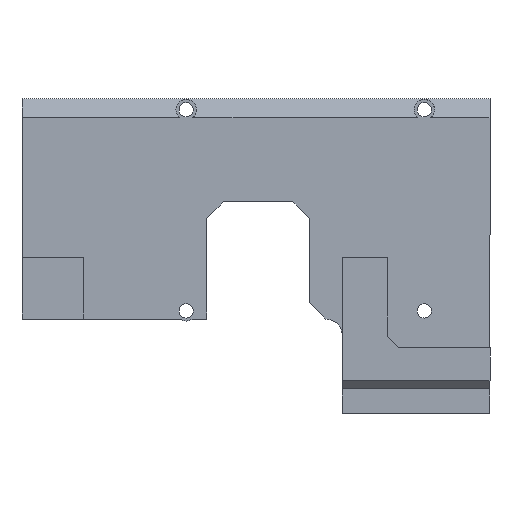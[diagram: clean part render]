
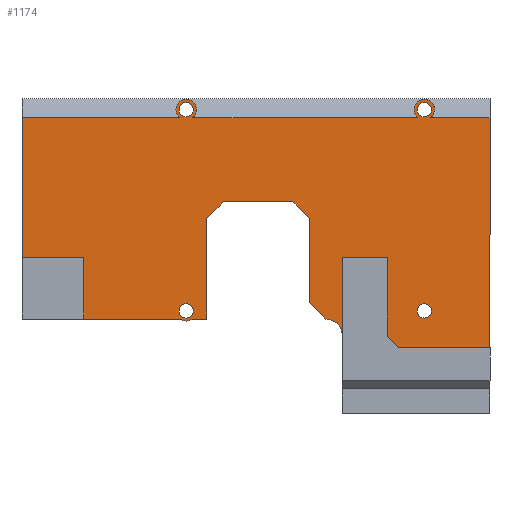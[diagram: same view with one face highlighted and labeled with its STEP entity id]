
A CAD part, front view. The second image highlights one B-rep face of the part: STEP entity #1174.
In plain terms, the highlighted planar face has unit normal (0, -1, 0).
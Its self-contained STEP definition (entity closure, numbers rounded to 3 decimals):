
#36=FACE_BOUND('',#151,.T.);
#37=FACE_BOUND('',#152,.T.);
#38=FACE_BOUND('',#153,.T.);
#39=FACE_BOUND('',#154,.T.);
#51=CIRCLE('',#1261,2.5);
#52=CIRCLE('',#1262,2.5);
#53=CIRCLE('',#1263,2.5);
#54=CIRCLE('',#1264,4.);
#55=CIRCLE('',#1265,1.75);
#56=CIRCLE('',#1266,1.75);
#57=CIRCLE('',#1267,1.75);
#58=CIRCLE('',#1268,1.75);
#87=FACE_OUTER_BOUND('',#150,.T.);
#150=EDGE_LOOP('',(#793,#794,#795,#796,#797,#798,#799,#800,#801,#802,#803,
#804,#805,#806,#807,#808,#809,#810,#811,#812,#813));
#151=EDGE_LOOP('',(#814));
#152=EDGE_LOOP('',(#815));
#153=EDGE_LOOP('',(#816));
#154=EDGE_LOOP('',(#817));
#235=LINE('',#1719,#370);
#236=LINE('',#1721,#371);
#237=LINE('',#1725,#372);
#238=LINE('',#1729,#373);
#239=LINE('',#1731,#374);
#240=LINE('',#1733,#375);
#241=LINE('',#1735,#376);
#242=LINE('',#1737,#377);
#243=LINE('',#1741,#378);
#244=LINE('',#1743,#379);
#245=LINE('',#1745,#380);
#246=LINE('',#1747,#381);
#247=LINE('',#1749,#382);
#248=LINE('',#1751,#383);
#249=LINE('',#1753,#384);
#250=LINE('',#1757,#385);
#251=LINE('',#1758,#386);
#370=VECTOR('',#1377,10.);
#371=VECTOR('',#1378,10.);
#372=VECTOR('',#1381,10.);
#373=VECTOR('',#1384,10.);
#374=VECTOR('',#1385,10.);
#375=VECTOR('',#1386,10.);
#376=VECTOR('',#1387,10.);
#377=VECTOR('',#1388,10.);
#378=VECTOR('',#1391,10.);
#379=VECTOR('',#1392,10.);
#380=VECTOR('',#1393,10.);
#381=VECTOR('',#1394,10.);
#382=VECTOR('',#1395,10.);
#383=VECTOR('',#1396,10.);
#384=VECTOR('',#1397,10.);
#385=VECTOR('',#1400,10.);
#386=VECTOR('',#1401,10.);
#503=VERTEX_POINT('',#1717);
#504=VERTEX_POINT('',#1718);
#505=VERTEX_POINT('',#1720);
#506=VERTEX_POINT('',#1722);
#507=VERTEX_POINT('',#1724);
#508=VERTEX_POINT('',#1726);
#509=VERTEX_POINT('',#1728);
#510=VERTEX_POINT('',#1730);
#511=VERTEX_POINT('',#1732);
#512=VERTEX_POINT('',#1734);
#513=VERTEX_POINT('',#1736);
#514=VERTEX_POINT('',#1738);
#515=VERTEX_POINT('',#1740);
#516=VERTEX_POINT('',#1742);
#517=VERTEX_POINT('',#1744);
#518=VERTEX_POINT('',#1746);
#519=VERTEX_POINT('',#1748);
#520=VERTEX_POINT('',#1750);
#521=VERTEX_POINT('',#1752);
#522=VERTEX_POINT('',#1754);
#523=VERTEX_POINT('',#1756);
#524=VERTEX_POINT('',#1759);
#525=VERTEX_POINT('',#1761);
#526=VERTEX_POINT('',#1763);
#527=VERTEX_POINT('',#1765);
#619=EDGE_CURVE('',#503,#504,#235,.T.);
#620=EDGE_CURVE('',#504,#505,#236,.T.);
#621=EDGE_CURVE('',#505,#506,#51,.T.);
#622=EDGE_CURVE('',#506,#507,#237,.T.);
#623=EDGE_CURVE('',#507,#508,#52,.T.);
#624=EDGE_CURVE('',#508,#509,#238,.T.);
#625=EDGE_CURVE('',#509,#510,#239,.T.);
#626=EDGE_CURVE('',#511,#510,#240,.T.);
#627=EDGE_CURVE('',#511,#512,#241,.T.);
#628=EDGE_CURVE('',#512,#513,#242,.T.);
#629=EDGE_CURVE('',#513,#514,#53,.T.);
#630=EDGE_CURVE('',#514,#515,#243,.T.);
#631=EDGE_CURVE('',#515,#516,#244,.T.);
#632=EDGE_CURVE('',#517,#516,#245,.T.);
#633=EDGE_CURVE('',#517,#518,#246,.T.);
#634=EDGE_CURVE('',#519,#518,#247,.T.);
#635=EDGE_CURVE('',#519,#520,#248,.T.);
#636=EDGE_CURVE('',#521,#520,#249,.T.);
#637=EDGE_CURVE('',#522,#521,#54,.T.);
#638=EDGE_CURVE('',#522,#523,#250,.T.);
#639=EDGE_CURVE('',#503,#523,#251,.T.);
#640=EDGE_CURVE('',#524,#524,#55,.T.);
#641=EDGE_CURVE('',#525,#525,#56,.T.);
#642=EDGE_CURVE('',#526,#526,#57,.T.);
#643=EDGE_CURVE('',#527,#527,#58,.T.);
#793=ORIENTED_EDGE('',*,*,#619,.T.);
#794=ORIENTED_EDGE('',*,*,#620,.T.);
#795=ORIENTED_EDGE('',*,*,#621,.T.);
#796=ORIENTED_EDGE('',*,*,#622,.T.);
#797=ORIENTED_EDGE('',*,*,#623,.T.);
#798=ORIENTED_EDGE('',*,*,#624,.T.);
#799=ORIENTED_EDGE('',*,*,#625,.T.);
#800=ORIENTED_EDGE('',*,*,#626,.F.);
#801=ORIENTED_EDGE('',*,*,#627,.T.);
#802=ORIENTED_EDGE('',*,*,#628,.T.);
#803=ORIENTED_EDGE('',*,*,#629,.T.);
#804=ORIENTED_EDGE('',*,*,#630,.T.);
#805=ORIENTED_EDGE('',*,*,#631,.T.);
#806=ORIENTED_EDGE('',*,*,#632,.F.);
#807=ORIENTED_EDGE('',*,*,#633,.T.);
#808=ORIENTED_EDGE('',*,*,#634,.F.);
#809=ORIENTED_EDGE('',*,*,#635,.T.);
#810=ORIENTED_EDGE('',*,*,#636,.F.);
#811=ORIENTED_EDGE('',*,*,#637,.F.);
#812=ORIENTED_EDGE('',*,*,#638,.T.);
#813=ORIENTED_EDGE('',*,*,#639,.F.);
#814=ORIENTED_EDGE('',*,*,#640,.T.);
#815=ORIENTED_EDGE('',*,*,#641,.T.);
#816=ORIENTED_EDGE('',*,*,#642,.T.);
#817=ORIENTED_EDGE('',*,*,#643,.T.);
#1128=PLANE('',#1260);
#1174=ADVANCED_FACE('',(#87,#36,#37,#38,#39),#1128,.T.);
#1260=AXIS2_PLACEMENT_3D('',#1716,#1375,#1376);
#1261=AXIS2_PLACEMENT_3D('',#1723,#1379,#1380);
#1262=AXIS2_PLACEMENT_3D('',#1727,#1382,#1383);
#1263=AXIS2_PLACEMENT_3D('',#1739,#1389,#1390);
#1264=AXIS2_PLACEMENT_3D('',#1755,#1398,#1399);
#1265=AXIS2_PLACEMENT_3D('',#1760,#1402,#1403);
#1266=AXIS2_PLACEMENT_3D('',#1762,#1404,#1405);
#1267=AXIS2_PLACEMENT_3D('',#1764,#1406,#1407);
#1268=AXIS2_PLACEMENT_3D('',#1766,#1408,#1409);
#1375=DIRECTION('center_axis',(0.,-1.,0.));
#1376=DIRECTION('ref_axis',(0.,0.,-1.));
#1377=DIRECTION('',(0.,0.,1.));
#1378=DIRECTION('',(-1.,0.,0.));
#1379=DIRECTION('center_axis',(0.,-1.,0.));
#1380=DIRECTION('ref_axis',(1.,0.,0.));
#1381=DIRECTION('',(-1.,0.,0.));
#1382=DIRECTION('center_axis',(0.,-1.,0.));
#1383=DIRECTION('ref_axis',(1.,0.,0.));
#1384=DIRECTION('',(-1.,0.,0.));
#1385=DIRECTION('',(0.,0.,-1.));
#1386=DIRECTION('',(-1.,0.,0.));
#1387=DIRECTION('',(0.,0.,-1.));
#1388=DIRECTION('',(1.,0.,0.));
#1389=DIRECTION('center_axis',(0.,-1.,0.));
#1390=DIRECTION('ref_axis',(1.,0.,0.));
#1391=DIRECTION('',(1.,0.,0.));
#1392=DIRECTION('',(0.,0.,1.));
#1393=DIRECTION('',(-0.707,0.,-0.707));
#1394=DIRECTION('',(1.,0.,0.));
#1395=DIRECTION('',(-0.707,0.,0.707));
#1396=DIRECTION('',(0.,0.,-1.));
#1397=DIRECTION('',(-0.707,0.,0.707));
#1398=DIRECTION('center_axis',(0.,-1.,0.));
#1399=DIRECTION('ref_axis',(0.707,0.,0.707));
#1400=DIRECTION('',(0.,0.,-1.));
#1401=DIRECTION('',(-1.,0.,0.));
#1402=DIRECTION('center_axis',(0.,1.,0.));
#1403=DIRECTION('ref_axis',(1.,0.,0.));
#1404=DIRECTION('center_axis',(0.,1.,0.));
#1405=DIRECTION('ref_axis',(1.,0.,0.));
#1406=DIRECTION('center_axis',(0.,1.,0.));
#1407=DIRECTION('ref_axis',(1.,0.,0.));
#1408=DIRECTION('center_axis',(0.,1.,0.));
#1409=DIRECTION('ref_axis',(1.,0.,0.));
#1716=CARTESIAN_POINT('Origin',(-26.,-32.,14.5));
#1717=CARTESIAN_POINT('',(-8.,-32.,15.));
#1718=CARTESIAN_POINT('',(-8.,-32.,72.095));
#1719=CARTESIAN_POINT('',(-8.,-32.,83.));
#1720=CARTESIAN_POINT('',(-22.381,-32.,72.095));
#1721=CARTESIAN_POINT('',(-74.,-32.,72.095));
#1722=CARTESIAN_POINT('',(-25.619,-32.,72.095));
#1723=CARTESIAN_POINT('Origin',(-24.,-32.,74.));
#1724=CARTESIAN_POINT('',(-80.381,-32.,72.095));
#1725=CARTESIAN_POINT('',(-74.,-32.,72.095));
#1726=CARTESIAN_POINT('',(-83.619,-32.,72.095));
#1727=CARTESIAN_POINT('Origin',(-82.,-32.,74.));
#1728=CARTESIAN_POINT('',(-122.,-32.,72.095));
#1729=CARTESIAN_POINT('',(-74.,-32.,72.095));
#1730=CARTESIAN_POINT('',(-122.,-32.,28.));
#1731=CARTESIAN_POINT('',(-122.,-32.,-102.35));
#1732=CARTESIAN_POINT('',(-107.,-32.,28.));
#1733=CARTESIAN_POINT('',(-74.,-32.,28.));
#1734=CARTESIAN_POINT('',(-107.,-32.,23.));
#1735=CARTESIAN_POINT('',(-107.,-32.,22.5));
#1736=CARTESIAN_POINT('',(-83.5,-32.,23.));
#1737=CARTESIAN_POINT('',(-44.,-32.,23.));
#1738=CARTESIAN_POINT('',(-80.5,-32.,23.));
#1739=CARTESIAN_POINT('Origin',(-82.,-32.,25.));
#1740=CARTESIAN_POINT('',(-77.,-32.,23.));
#1741=CARTESIAN_POINT('',(-44.,-32.,23.));
#1742=CARTESIAN_POINT('',(-77.,-32.,47.529));
#1743=CARTESIAN_POINT('',(-77.,-32.,33.014));
#1744=CARTESIAN_POINT('',(-73.,-32.,51.529));
#1745=CARTESIAN_POINT('',(-71.507,-32.,53.021));
#1746=CARTESIAN_POINT('',(-56.,-32.,51.529));
#1747=CARTESIAN_POINT('',(-39.,-32.,51.529));
#1748=CARTESIAN_POINT('',(-52.,-32.,47.529));
#1749=CARTESIAN_POINT('',(-38.243,-32.,33.771));
#1750=CARTESIAN_POINT('',(-52.,-32.,27.));
#1751=CARTESIAN_POINT('',(-52.,-32.,18.75));
#1752=CARTESIAN_POINT('',(-48.,-32.,23.));
#1753=CARTESIAN_POINT('',(-41.375,-32.,16.375));
#1754=CARTESIAN_POINT('',(-44.,-32.,19.));
#1755=CARTESIAN_POINT('Origin',(-48.,-32.,19.));
#1756=CARTESIAN_POINT('',(-44.,-32.,15.));
#1757=CARTESIAN_POINT('',(-44.,-32.,16.));
#1758=CARTESIAN_POINT('',(-35.,-32.,15.));
#1759=CARTESIAN_POINT('',(-25.75,-32.,25.));
#1760=CARTESIAN_POINT('Origin',(-24.,-32.,25.));
#1761=CARTESIAN_POINT('',(-83.75,-32.,74.));
#1762=CARTESIAN_POINT('Origin',(-82.,-32.,74.));
#1763=CARTESIAN_POINT('',(-83.75,-32.,25.));
#1764=CARTESIAN_POINT('Origin',(-82.,-32.,25.));
#1765=CARTESIAN_POINT('',(-25.75,-32.,74.));
#1766=CARTESIAN_POINT('Origin',(-24.,-32.,74.));
